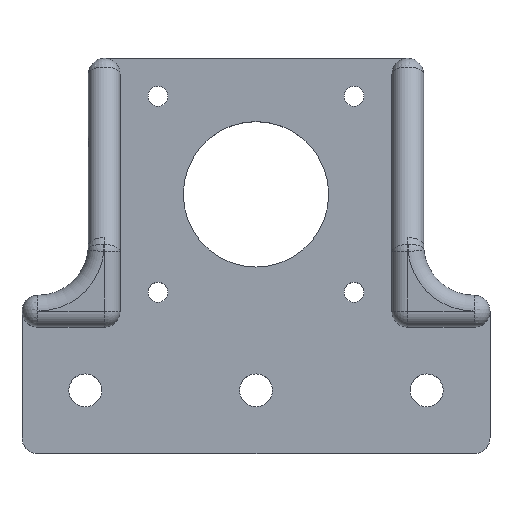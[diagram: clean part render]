
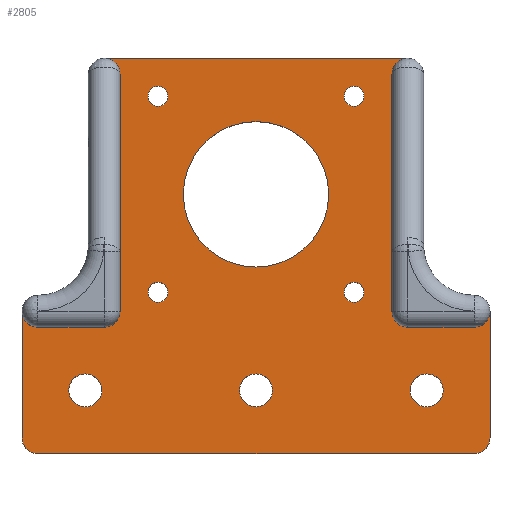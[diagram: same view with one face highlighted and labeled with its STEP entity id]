
A CAD part, top view. The second image highlights one B-rep face of the part: STEP entity #2805.
In plain terms, the highlighted planar face has unit normal (0, 0, 1).
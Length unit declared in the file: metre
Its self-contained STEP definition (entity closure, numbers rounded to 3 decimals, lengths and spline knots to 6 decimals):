
#42=CIRCLE('',#2975,0.001575);
#44=CIRCLE('',#2978,0.001575);
#46=CIRCLE('',#2981,0.001575);
#48=CIRCLE('',#2984,0.001575);
#50=CIRCLE('',#2987,0.0026);
#52=CIRCLE('',#2990,0.0026);
#54=CIRCLE('',#2993,0.0026);
#56=CIRCLE('',#2996,0.0115);
#58=CIRCLE('',#2999,0.0025);
#59=CIRCLE('',#3000,0.0025);
#60=CIRCLE('',#3001,0.0025);
#61=CIRCLE('',#3002,0.0025);
#62=CIRCLE('',#3003,0.0025);
#63=CIRCLE('',#3004,0.0025);
#64=CIRCLE('',#3005,0.0025);
#65=CIRCLE('',#3006,0.0025);
#176=LINE('',#4031,#474);
#182=LINE('',#4045,#480);
#185=LINE('',#4052,#483);
#190=LINE('',#4063,#488);
#192=LINE('',#4110,#490);
#193=LINE('',#4114,#491);
#194=LINE('',#4119,#492);
#195=LINE('',#4123,#493);
#474=VECTOR('',#3228,1.);
#480=VECTOR('',#3236,1.);
#483=VECTOR('',#3241,1.);
#488=VECTOR('',#3248,1.);
#490=VECTOR('',#3304,1.);
#491=VECTOR('',#3307,1.);
#492=VECTOR('',#3312,1.);
#493=VECTOR('',#3315,1.);
#807=ORIENTED_EDGE('',*,*,#1605,.T.);
#808=ORIENTED_EDGE('',*,*,#1631,.T.);
#809=ORIENTED_EDGE('',*,*,#1608,.T.);
#810=ORIENTED_EDGE('',*,*,#1632,.T.);
#811=ORIENTED_EDGE('',*,*,#1633,.T.);
#812=ORIENTED_EDGE('',*,*,#1634,.T.);
#813=ORIENTED_EDGE('',*,*,#1635,.T.);
#814=ORIENTED_EDGE('',*,*,#1636,.T.);
#815=ORIENTED_EDGE('',*,*,#1613,.F.);
#816=ORIENTED_EDGE('',*,*,#1637,.T.);
#817=ORIENTED_EDGE('',*,*,#1638,.F.);
#818=ORIENTED_EDGE('',*,*,#1639,.T.);
#819=ORIENTED_EDGE('',*,*,#1640,.F.);
#820=ORIENTED_EDGE('',*,*,#1641,.T.);
#821=ORIENTED_EDGE('',*,*,#1599,.F.);
#822=ORIENTED_EDGE('',*,*,#1642,.T.);
#823=ORIENTED_EDGE('',*,*,#1627,.F.);
#824=ORIENTED_EDGE('',*,*,#1625,.F.);
#825=ORIENTED_EDGE('',*,*,#1623,.F.);
#826=ORIENTED_EDGE('',*,*,#1621,.F.);
#827=ORIENTED_EDGE('',*,*,#1619,.F.);
#828=ORIENTED_EDGE('',*,*,#1617,.F.);
#829=ORIENTED_EDGE('',*,*,#1615,.F.);
#830=ORIENTED_EDGE('',*,*,#1629,.F.);
#1599=EDGE_CURVE('',#2011,#2012,#176,.T.);
#1605=EDGE_CURVE('',#2018,#2017,#182,.T.);
#1608=EDGE_CURVE('',#2021,#2020,#185,.T.);
#1613=EDGE_CURVE('',#2025,#2026,#190,.T.);
#1615=EDGE_CURVE('',#2027,#2027,#42,.T.);
#1617=EDGE_CURVE('',#2029,#2029,#44,.T.);
#1619=EDGE_CURVE('',#2031,#2031,#46,.T.);
#1621=EDGE_CURVE('',#2033,#2033,#48,.T.);
#1623=EDGE_CURVE('',#2035,#2035,#50,.T.);
#1625=EDGE_CURVE('',#2037,#2037,#52,.T.);
#1627=EDGE_CURVE('',#2039,#2039,#54,.T.);
#1629=EDGE_CURVE('',#2041,#2041,#56,.T.);
#1631=EDGE_CURVE('',#2017,#2021,#58,.T.);
#1632=EDGE_CURVE('',#2020,#2043,#59,.F.);
#1633=EDGE_CURVE('',#2043,#2044,#192,.T.);
#1634=EDGE_CURVE('',#2044,#2045,#60,.F.);
#1635=EDGE_CURVE('',#2045,#2046,#193,.T.);
#1636=EDGE_CURVE('',#2046,#2026,#61,.F.);
#1637=EDGE_CURVE('',#2025,#2047,#62,.F.);
#1638=EDGE_CURVE('',#2048,#2047,#194,.T.);
#1639=EDGE_CURVE('',#2048,#2049,#63,.F.);
#1640=EDGE_CURVE('',#2050,#2049,#195,.T.);
#1641=EDGE_CURVE('',#2050,#2012,#64,.F.);
#1642=EDGE_CURVE('',#2011,#2018,#65,.T.);
#2011=VERTEX_POINT('',#4032);
#2012=VERTEX_POINT('',#4033);
#2017=VERTEX_POINT('',#4044);
#2018=VERTEX_POINT('',#4046);
#2020=VERTEX_POINT('',#4051);
#2021=VERTEX_POINT('',#4053);
#2025=VERTEX_POINT('',#4062);
#2026=VERTEX_POINT('',#4064);
#2027=VERTEX_POINT('',#4068);
#2029=VERTEX_POINT('',#4073);
#2031=VERTEX_POINT('',#4078);
#2033=VERTEX_POINT('',#4083);
#2035=VERTEX_POINT('',#4088);
#2037=VERTEX_POINT('',#4093);
#2039=VERTEX_POINT('',#4098);
#2041=VERTEX_POINT('',#4103);
#2043=VERTEX_POINT('',#4109);
#2044=VERTEX_POINT('',#4111);
#2045=VERTEX_POINT('',#4113);
#2046=VERTEX_POINT('',#4115);
#2047=VERTEX_POINT('',#4118);
#2048=VERTEX_POINT('',#4120);
#2049=VERTEX_POINT('',#4122);
#2050=VERTEX_POINT('',#4124);
#2310=EDGE_LOOP('',(#807,#808,#809,#810,#811,#812,#813,#814,#815,#816,#817,
#818,#819,#820,#821,#822));
#2311=EDGE_LOOP('',(#823));
#2312=EDGE_LOOP('',(#824));
#2313=EDGE_LOOP('',(#825));
#2314=EDGE_LOOP('',(#826));
#2315=EDGE_LOOP('',(#827));
#2316=EDGE_LOOP('',(#828));
#2317=EDGE_LOOP('',(#829));
#2318=EDGE_LOOP('',(#830));
#2510=FACE_BOUND('',#2310,.T.);
#2511=FACE_BOUND('',#2311,.T.);
#2512=FACE_BOUND('',#2312,.T.);
#2513=FACE_BOUND('',#2313,.T.);
#2514=FACE_BOUND('',#2314,.T.);
#2515=FACE_BOUND('',#2315,.T.);
#2516=FACE_BOUND('',#2316,.T.);
#2517=FACE_BOUND('',#2317,.T.);
#2518=FACE_BOUND('',#2318,.T.);
#2694=PLANE('',#2998);
#2805=ADVANCED_FACE('',(#2510,#2511,#2512,#2513,#2514,#2515,#2516,#2517,
#2518),#2694,.T.);
#2975=AXIS2_PLACEMENT_3D('',#4067,#3252,#3253);
#2978=AXIS2_PLACEMENT_3D('',#4072,#3258,#3259);
#2981=AXIS2_PLACEMENT_3D('',#4077,#3264,#3265);
#2984=AXIS2_PLACEMENT_3D('',#4082,#3270,#3271);
#2987=AXIS2_PLACEMENT_3D('',#4087,#3276,#3277);
#2990=AXIS2_PLACEMENT_3D('',#4092,#3282,#3283);
#2993=AXIS2_PLACEMENT_3D('',#4097,#3288,#3289);
#2996=AXIS2_PLACEMENT_3D('',#4102,#3294,#3295);
#2998=AXIS2_PLACEMENT_3D('',#4106,#3298,#3299);
#2999=AXIS2_PLACEMENT_3D('',#4107,#3300,#3301);
#3000=AXIS2_PLACEMENT_3D('',#4108,#3302,#3303);
#3001=AXIS2_PLACEMENT_3D('',#4112,#3305,#3306);
#3002=AXIS2_PLACEMENT_3D('',#4116,#3308,#3309);
#3003=AXIS2_PLACEMENT_3D('',#4117,#3310,#3311);
#3004=AXIS2_PLACEMENT_3D('',#4121,#3313,#3314);
#3005=AXIS2_PLACEMENT_3D('',#4125,#3316,#3317);
#3006=AXIS2_PLACEMENT_3D('',#4126,#3318,#3319);
#3228=DIRECTION('',(0.,1.,0.));
#3236=DIRECTION('',(1.,0.,0.));
#3241=DIRECTION('',(0.,1.,0.));
#3248=DIRECTION('',(1.,0.,0.));
#3252=DIRECTION('',(0.,0.,1.));
#3253=DIRECTION('',(1.,0.,0.));
#3258=DIRECTION('',(0.,0.,1.));
#3259=DIRECTION('',(1.,0.,0.));
#3264=DIRECTION('',(0.,0.,1.));
#3265=DIRECTION('',(1.,0.,0.));
#3270=DIRECTION('',(0.,0.,1.));
#3271=DIRECTION('',(1.,0.,0.));
#3276=DIRECTION('',(0.,0.,1.));
#3277=DIRECTION('',(1.,0.,0.));
#3282=DIRECTION('',(0.,0.,1.));
#3283=DIRECTION('',(1.,0.,0.));
#3288=DIRECTION('',(0.,0.,1.));
#3289=DIRECTION('',(1.,0.,0.));
#3294=DIRECTION('',(0.,0.,1.));
#3295=DIRECTION('',(1.,0.,0.));
#3298=DIRECTION('',(0.,0.,1.));
#3299=DIRECTION('',(1.,0.,0.));
#3300=DIRECTION('',(0.,0.,1.));
#3301=DIRECTION('',(1.,0.,0.));
#3302=DIRECTION('',(0.,0.,1.));
#3303=DIRECTION('',(1.,0.,0.));
#3304=DIRECTION('',(-1.,0.,0.));
#3305=DIRECTION('',(0.,0.,1.));
#3306=DIRECTION('',(1.,0.,0.));
#3307=DIRECTION('',(0.,1.,0.));
#3308=DIRECTION('',(0.,0.,1.));
#3309=DIRECTION('',(1.,0.,0.));
#3310=DIRECTION('',(0.,0.,1.));
#3311=DIRECTION('',(1.,0.,0.));
#3312=DIRECTION('',(0.,1.,0.));
#3313=DIRECTION('',(0.,0.,1.));
#3314=DIRECTION('',(1.,0.,0.));
#3315=DIRECTION('',(1.,0.,0.));
#3316=DIRECTION('',(0.,0.,1.));
#3317=DIRECTION('',(1.,0.,0.));
#3318=DIRECTION('',(0.,0.,1.));
#3319=DIRECTION('',(1.,0.,0.));
#4031=CARTESIAN_POINT('',(-0.037,-0.031,0.005));
#4032=CARTESIAN_POINT('',(-0.037,-0.0385,0.005));
#4033=CARTESIAN_POINT('',(-0.037,-0.0185,0.005));
#4044=CARTESIAN_POINT('',(0.0345,-0.041,0.005));
#4045=CARTESIAN_POINT('',(0.,-0.041,0.005));
#4046=CARTESIAN_POINT('',(-0.0345,-0.041,0.005));
#4051=CARTESIAN_POINT('',(0.037,-0.0185,0.005));
#4052=CARTESIAN_POINT('',(0.037,-0.031,0.005));
#4053=CARTESIAN_POINT('',(0.037,-0.0385,0.005));
#4062=CARTESIAN_POINT('',(-0.024,0.0215,0.005));
#4063=CARTESIAN_POINT('',(0.,0.0215,0.005));
#4064=CARTESIAN_POINT('',(0.024,0.0215,0.005));
#4067=CARTESIAN_POINT('',(0.0155,-0.0155,0.005));
#4068=CARTESIAN_POINT('',(0.017075,-0.0155,0.005));
#4072=CARTESIAN_POINT('',(0.0155,0.0155,0.005));
#4073=CARTESIAN_POINT('',(0.017075,0.0155,0.005));
#4077=CARTESIAN_POINT('',(-0.0155,-0.0155,0.005));
#4078=CARTESIAN_POINT('',(-0.013925,-0.0155,0.005));
#4082=CARTESIAN_POINT('',(-0.0155,0.0155,0.005));
#4083=CARTESIAN_POINT('',(-0.013925,0.0155,0.005));
#4087=CARTESIAN_POINT('',(0.027,-0.031,0.005));
#4088=CARTESIAN_POINT('',(0.0296,-0.031,0.005));
#4092=CARTESIAN_POINT('',(0.,-0.031,0.005));
#4093=CARTESIAN_POINT('',(0.0026,-0.031,0.005));
#4097=CARTESIAN_POINT('',(-0.027,-0.031,0.005));
#4098=CARTESIAN_POINT('',(-0.0244,-0.031,0.005));
#4102=CARTESIAN_POINT('',(0.,0.,0.005));
#4103=CARTESIAN_POINT('',(0.0115,0.,0.005));
#4106=CARTESIAN_POINT('',(0.,-0.00975,0.005));
#4107=CARTESIAN_POINT('',(0.0345,-0.0385,0.005));
#4108=CARTESIAN_POINT('',(0.0345,-0.0185,0.005));
#4109=CARTESIAN_POINT('',(0.0345,-0.021,0.005));
#4110=CARTESIAN_POINT('',(0.02925,-0.021,0.005));
#4111=CARTESIAN_POINT('',(0.024,-0.021,0.005));
#4112=CARTESIAN_POINT('',(0.024,-0.0185,0.005));
#4113=CARTESIAN_POINT('',(0.0215,-0.0185,0.005));
#4114=CARTESIAN_POINT('',(0.0215,0.00025,0.005));
#4115=CARTESIAN_POINT('',(0.0215,0.019,0.005));
#4116=CARTESIAN_POINT('',(0.024,0.019,0.005));
#4117=CARTESIAN_POINT('',(-0.024,0.019,0.005));
#4118=CARTESIAN_POINT('',(-0.0215,0.019,0.005));
#4119=CARTESIAN_POINT('',(-0.0215,0.00025,0.005));
#4120=CARTESIAN_POINT('',(-0.0215,-0.0185,0.005));
#4121=CARTESIAN_POINT('',(-0.024,-0.0185,0.005));
#4122=CARTESIAN_POINT('',(-0.024,-0.021,0.005));
#4123=CARTESIAN_POINT('',(-0.02925,-0.021,0.005));
#4124=CARTESIAN_POINT('',(-0.0345,-0.021,0.005));
#4125=CARTESIAN_POINT('',(-0.0345,-0.0185,0.005));
#4126=CARTESIAN_POINT('',(-0.0345,-0.0385,0.005));
